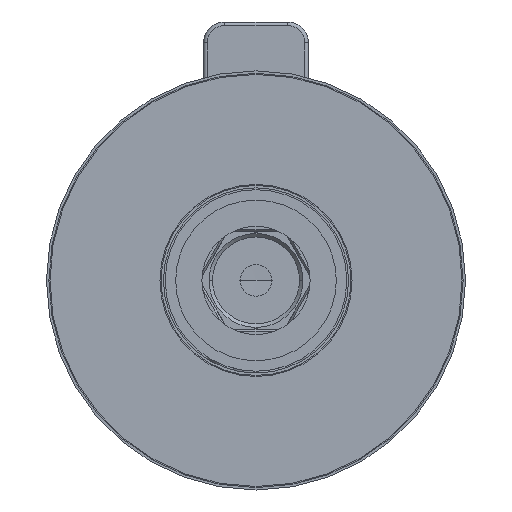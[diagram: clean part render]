
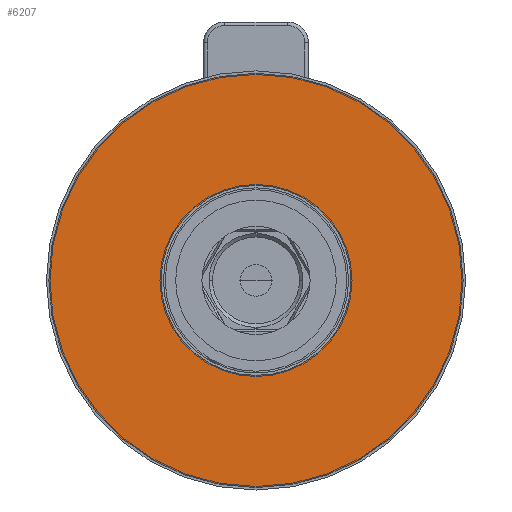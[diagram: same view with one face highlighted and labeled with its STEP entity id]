
A CAD part, front view. The second image highlights one B-rep face of the part: STEP entity #6207.
In plain terms, the highlighted planar face has unit normal (0, -1, 0).
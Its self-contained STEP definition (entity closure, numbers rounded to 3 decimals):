
#229 = EDGE_CURVE ( 'NONE', #1810, #5230, #3512, .T. ) ;
#264 = CARTESIAN_POINT ( 'NONE',  ( 0., 29.8, 0. ) ) ;
#315 = AXIS2_PLACEMENT_3D ( 'NONE', #6346, #1585, #4600 ) ;
#501 = DIRECTION ( 'NONE',  ( 0., -1., 0. ) ) ;
#603 = ORIENTED_EDGE ( 'NONE', *, *, #4923, .F. ) ;
#655 = CARTESIAN_POINT ( 'NONE',  ( 0., 29.8, -29.65 ) ) ;
#788 = FACE_BOUND ( 'NONE', #3829, .T. ) ;
#809 = EDGE_LOOP ( 'NONE', ( #1699, #3655 ) ) ;
#1534 = VERTEX_POINT ( 'NONE', #4548 ) ;
#1585 = DIRECTION ( 'NONE',  ( 0., -1., 0. ) ) ;
#1699 = ORIENTED_EDGE ( 'NONE', *, *, #229, .T. ) ;
#1733 = AXIS2_PLACEMENT_3D ( 'NONE', #2028, #1927, #2972 ) ;
#1810 = VERTEX_POINT ( 'NONE', #655 ) ;
#1927 = DIRECTION ( 'NONE',  ( 0., -1., 0. ) ) ;
#2021 = CIRCLE ( 'NONE', #5911, 13.6 ) ;
#2028 = CARTESIAN_POINT ( 'NONE',  ( 0., 29.8, 0. ) ) ;
#2281 = EDGE_CURVE ( 'NONE', #6701, #1534, #5663, .T. ) ;
#2905 = DIRECTION ( 'NONE',  ( 0., 0., -1. ) ) ;
#2972 = DIRECTION ( 'NONE',  ( 0., 0., -1. ) ) ;
#2995 = CARTESIAN_POINT ( 'NONE',  ( 0., 29.8, -13.6 ) ) ;
#3117 = AXIS2_PLACEMENT_3D ( 'NONE', #6562, #5450, #2905 ) ;
#3317 = FACE_OUTER_BOUND ( 'NONE', #809, .T. ) ;
#3512 = CIRCLE ( 'NONE', #5181, 29.65 ) ;
#3655 = ORIENTED_EDGE ( 'NONE', *, *, #5253, .T. ) ;
#3829 = EDGE_LOOP ( 'NONE', ( #6651, #603 ) ) ;
#4292 = DIRECTION ( 'NONE',  ( 0., 0., -1. ) ) ;
#4433 = PLANE ( 'NONE',  #3117 ) ;
#4548 = CARTESIAN_POINT ( 'NONE',  ( 0., 29.8, 13.6 ) ) ;
#4600 = DIRECTION ( 'NONE',  ( 0., 0., -1. ) ) ;
#4923 = EDGE_CURVE ( 'NONE', #1534, #6701, #2021, .T. ) ;
#5181 = AXIS2_PLACEMENT_3D ( 'NONE', #264, #5706, #6119 ) ;
#5230 = VERTEX_POINT ( 'NONE', #6796 ) ;
#5253 = EDGE_CURVE ( 'NONE', #5230, #1810, #6174, .T. ) ;
#5310 = CARTESIAN_POINT ( 'NONE',  ( 0., 29.8, 0. ) ) ;
#5450 = DIRECTION ( 'NONE',  ( 0., -1., 0. ) ) ;
#5663 = CIRCLE ( 'NONE', #315, 13.6 ) ;
#5706 = DIRECTION ( 'NONE',  ( 0., -1., 0. ) ) ;
#5911 = AXIS2_PLACEMENT_3D ( 'NONE', #5310, #501, #4292 ) ;
#6119 = DIRECTION ( 'NONE',  ( 0., 0., -1. ) ) ;
#6174 = CIRCLE ( 'NONE', #1733, 29.65 ) ;
#6207 = ADVANCED_FACE ( 'NONE', ( #3317, #788 ), #4433, .T. ) ;
#6346 = CARTESIAN_POINT ( 'NONE',  ( 0., 29.8, 0. ) ) ;
#6562 = CARTESIAN_POINT ( 'NONE',  ( 13.6, 29.8, 0. ) ) ;
#6651 = ORIENTED_EDGE ( 'NONE', *, *, #2281, .F. ) ;
#6701 = VERTEX_POINT ( 'NONE', #2995 ) ;
#6796 = CARTESIAN_POINT ( 'NONE',  ( 0., 29.8, 29.65 ) ) ;
